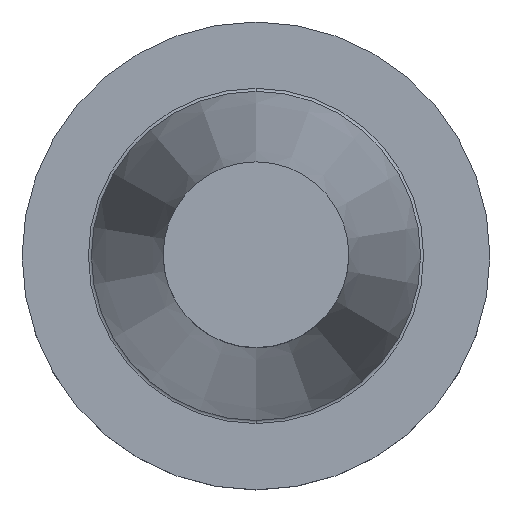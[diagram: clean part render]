
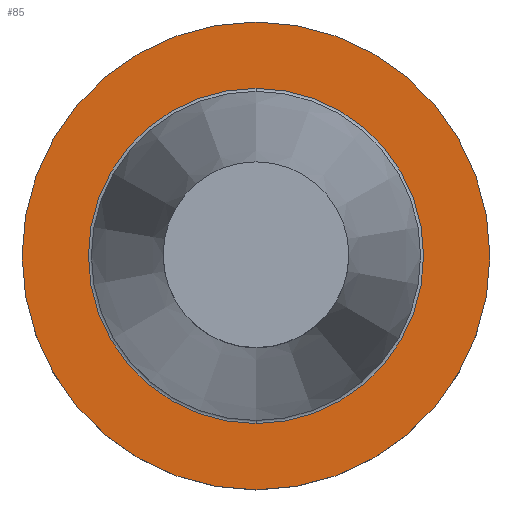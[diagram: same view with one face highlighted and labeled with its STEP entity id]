
A CAD part, top view. The second image highlights one B-rep face of the part: STEP entity #85.
In plain terms, the highlighted planar face has unit normal (0, 0, 1).
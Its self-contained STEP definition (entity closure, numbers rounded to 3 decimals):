
#52=FACE_BOUND('',#139,.T.);
#53=FACE_BOUND('',#140,.T.);
#65=PLANE('',#475);
#85=ADVANCED_FACE('',(#52,#53),#65,.F.);
#139=EDGE_LOOP('',(#255));
#140=EDGE_LOOP('',(#256,#257));
#174=CIRCLE('',#468,22.567);
#177=CIRCLE('',#472,22.567);
#178=CIRCLE('',#474,31.5);
#255=ORIENTED_EDGE('',*,*,#362,.T.);
#256=ORIENTED_EDGE('',*,*,#361,.T.);
#257=ORIENTED_EDGE('',*,*,#358,.F.);
#311=VERTEX_POINT('',#709);
#312=VERTEX_POINT('',#710);
#313=VERTEX_POINT('',#717);
#358=EDGE_CURVE('',#311,#312,#174,.T.);
#361=EDGE_CURVE('',#311,#312,#177,.T.);
#362=EDGE_CURVE('',#313,#313,#178,.T.);
#468=AXIS2_PLACEMENT_3D('',#708,#582,#583);
#472=AXIS2_PLACEMENT_3D('',#714,#590,#591);
#474=AXIS2_PLACEMENT_3D('',#716,#594,#595);
#475=AXIS2_PLACEMENT_3D('',#718,#596,#597);
#582=DIRECTION('',(0.,0.,1.));
#583=DIRECTION('',(0.,1.,0.));
#590=DIRECTION('',(0.,0.,-1.));
#591=DIRECTION('',(0.997,-0.077,0.));
#594=DIRECTION('',(0.,0.,1.));
#595=DIRECTION('',(-1.,0.,0.));
#596=DIRECTION('',(0.,0.,-1.));
#597=DIRECTION('',(0.,1.,0.));
#708=CARTESIAN_POINT('',(0.,0.,-1.6));
#709=CARTESIAN_POINT('',(0.,22.567,-1.6));
#710=CARTESIAN_POINT('',(0.,-22.567,-1.6));
#714=CARTESIAN_POINT('',(0.,0.,-1.6));
#716=CARTESIAN_POINT('',(0.,0.,-1.6));
#717=CARTESIAN_POINT('',(-31.5,0.,-1.6));
#718=CARTESIAN_POINT('',(0.,0.,-1.6));
